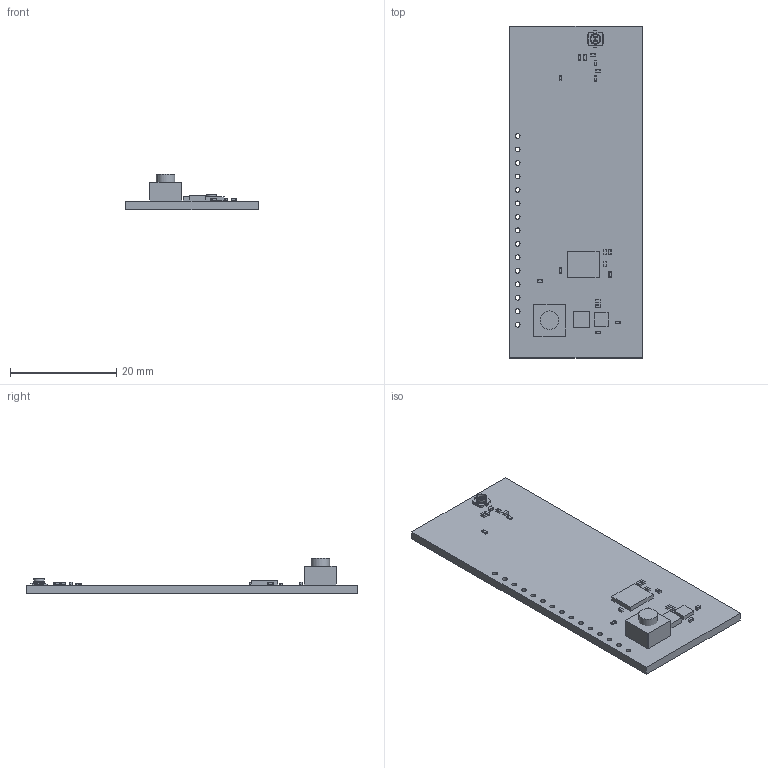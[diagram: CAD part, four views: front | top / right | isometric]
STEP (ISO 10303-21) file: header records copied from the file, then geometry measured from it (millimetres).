
FILE_DESCRIPTION(('Open CASCADE Model'),'2;1');
FILE_NAME('Open CASCADE Shape Model','2018-04-09T01:38:41',('Author'),( 'Open CASCADE'),'Open CASCADE STEP processor 6.8','Open CASCADE 6.8' ,'Unknown');
FILE_SCHEMA(('AUTOMOTIVE_DESIGN { 1 0 10303 214 1 1 1 1 }'));
Length unit declared in the file: millimetre
Products named in the file (38): PCB; Board; U2; 7249696064; Extruded; L1; 7355768576; C5; User_Library-0402(1005M)_Cap; C3; C2; C1; C6; C7; C8; C9; C10; C11; C12; D1; RES0402; D2; J1; U.FL-R-SMT-1_flipped; L2; User_Library-Chip_Inductor_0402; L3; R3; R4; SW1; 7249695488; 7249695680; Cylinder; U3; 7354118592
Assembly tree (51 placements, depth 4):
  PCB
    Board
    U2
      7249696064
        Extruded
    L1
      7355768576
        Extruded
    C5
      User_Library-0402(1005M)_Cap
    C3
      User_Library-0402(1005M)_Cap
    C2
      User_Library-0402(1005M)_Cap
    C1
      User_Library-0402(1005M)_Cap
    C6
      User_Library-0402(1005M)_Cap
    C7
      User_Library-0402(1005M)_Cap
    C8
      User_Library-0402(1005M)_Cap
    C9
      User_Library-0402(1005M)_Cap
    C10
      User_Library-0402(1005M)_Cap
    C11
      User_Library-0402(1005M)_Cap
    C12
      User_Library-0402(1005M)_Cap
    D1
      RES0402
    D2
      RES0402
    J1
      U.FL-R-SMT-1_flipped
    L2
      User_Library-Chip_Inductor_0402
    L3
      User_Library-Chip_Inductor_0402
    R3
      RES0402
    R4
      RES0402
    SW1
      7249695488
        Extruded
      7249695680
        Cylinder
    U3
      7354118592
        Extruded
Bounding box: 25 x 62.55 x 6.6 mm (x, y, z)
Volume: 2717.8 mm3; surface area: 3909.6 mm2
Topology: 58 solids, 58 shells, 1589 faces, 3937 edges, 2439 vertices
Faces by surface type: plane 680, bspline 602, cylinder 287, sphere 16, cone 4
Full cylindrical faces by diameter (mm): 0.5 x1, 0.9 x15, 1.7 x1, 1.86 x1, 2 x2, 3.5 x1
Entity records: 12083 total; most frequent: CARTESIAN_POINT 4028, ORIENTED_EDGE 1312, DIRECTION 1198, EDGE_CURVE 656, VERTEX_POINT 415, AXIS2_PLACEMENT_3D 409, LINE 380, VECTOR 380
